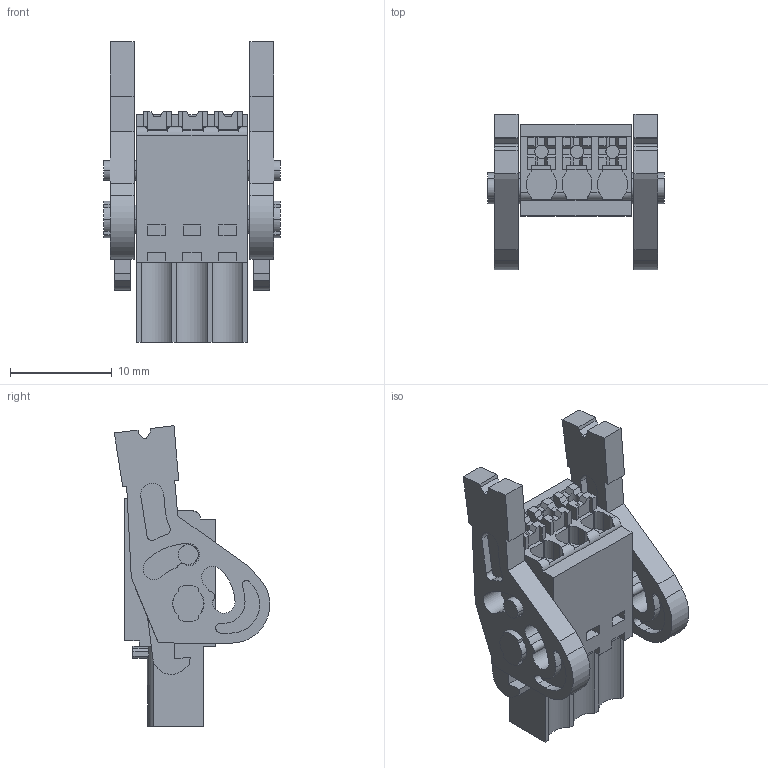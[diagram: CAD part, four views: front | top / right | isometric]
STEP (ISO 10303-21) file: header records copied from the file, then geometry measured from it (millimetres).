
FILE_DESCRIPTION(('CATIA V5 STEP Exchange','CAx-IF Rec.Pracs.--- Model Styling and Organization---1.2---2011-12-15'),'2;1');
FILE_NAME ('D1462569_0', '2017-04-26T09:52:53+00:00', ('none'), ('Weidmueller'), 'CATIA Version 5-6 Release 2014', 'CATIA V5 STEP AP214', 'none');
FILE_SCHEMA(('AUTOMOTIVE_DESIGN { 1 0 10303 214 1 1 1 1 }'));
Length unit declared in the file: millimetre
Products named in the file (1): 2459690000
Bounding box: 17.4 x 15.3 x 29.59 mm (x, y, z)
Volume: 2318.9 mm3; surface area: 2837.2 mm2
Topology: 6 solids, 6 shells, 470 faces, 1334 edges, 894 vertices
Faces by surface type: plane 357, cylinder 113
Entity records: 14243 total; most frequent: CARTESIAN_POINT 2776, ORIENTED_EDGE 2668, DIRECTION 1852, EDGE_CURVE 1334, VECTOR 1015, LINE 1015, VERTEX_POINT 894, AXIS2_PLACEMENT_3D 546
